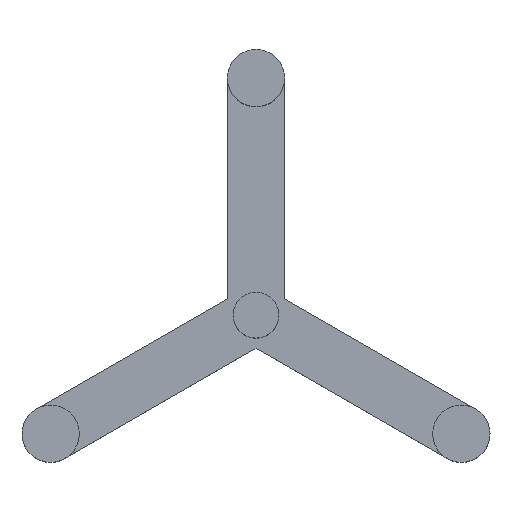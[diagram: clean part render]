
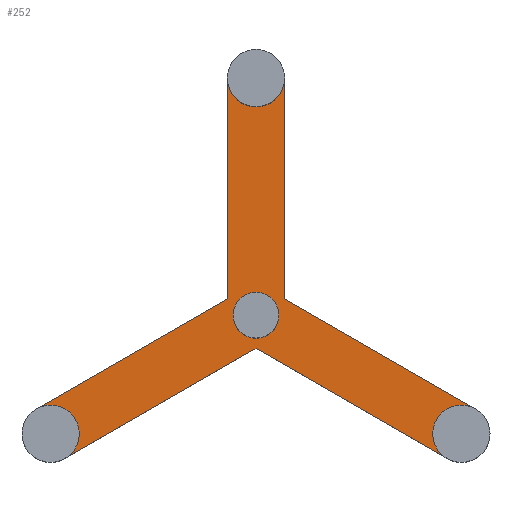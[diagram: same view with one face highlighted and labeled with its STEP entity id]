
A CAD part, top view. The second image highlights one B-rep face of the part: STEP entity #252.
In plain terms, the highlighted planar face has unit normal (0, 0, 1).
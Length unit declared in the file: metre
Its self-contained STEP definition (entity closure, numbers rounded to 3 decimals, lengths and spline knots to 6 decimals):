
#18 = ORIENTED_EDGE ( 'NONE', *, *, #28, .F. ) ;
#20 = EDGE_LOOP ( 'NONE', ( #133, #18 ) ) ;
#25 = CIRCLE ( 'NONE', #144, 6.25 ) ;
#28 = EDGE_CURVE ( 'NONE', #129, #151, #36, .T. ) ;
#33 = VERTEX_POINT ( 'NONE', #508 ) ;
#35 = CARTESIAN_POINT ( 'NONE',  ( 41.691815, -31.287659, 1.94 ) ) ;
#36 = CIRCLE ( 'NONE', #356, 5. ) ;
#37 = EDGE_CURVE ( 'NONE', #151, #129, #485, .T. ) ;
#41 = DIRECTION ( 'NONE',  ( 0., 0., -1. ) ) ;
#42 = ORIENTED_EDGE ( 'NONE', *, *, #259, .T. ) ;
#52 = AXIS2_PLACEMENT_3D ( 'NONE', #239, #41, #241 ) ;
#55 = DIRECTION ( 'NONE',  ( 1., 0., 0. ) ) ;
#63 = CIRCLE ( 'NONE', #52, 6.25 ) ;
#67 = VERTEX_POINT ( 'NONE', #412 ) ;
#68 = CARTESIAN_POINT ( 'NONE',  ( -44.816815, -25.875, 1.94 ) ) ;
#69 = DIRECTION ( 'NONE',  ( 1., 0., 0. ) ) ;
#73 = DIRECTION ( 'NONE',  ( 1., 0., 0. ) ) ;
#78 = VECTOR ( 'NONE', #334, 1. ) ;
#82 = DIRECTION ( 'NONE',  ( 0., 0., -1. ) ) ;
#92 = ORIENTED_EDGE ( 'NONE', *, *, #131, .T. ) ;
#99 = LINE ( 'NONE', #491, #538 ) ;
#100 = EDGE_CURVE ( 'NONE', #589, #525, #25, .T. ) ;
#104 = DIRECTION ( 'NONE',  ( 0., 0., 1. ) ) ;
#109 = CARTESIAN_POINT ( 'NONE',  ( 0., 0., 1.94 ) ) ;
#118 = CARTESIAN_POINT ( 'NONE',  ( 47.941815, -20.462341, 1.94 ) ) ;
#121 = DIRECTION ( 'NONE',  ( 0., 0., -1. ) ) ;
#122 = DIRECTION ( 'NONE',  ( 0., -1., 0. ) ) ;
#123 = CIRCLE ( 'NONE', #474, 6.25 ) ;
#128 = CARTESIAN_POINT ( 'NONE',  ( -5., 0., 1.94 ) ) ;
#129 = VERTEX_POINT ( 'NONE', #620 ) ;
#130 = CARTESIAN_POINT ( 'NONE',  ( 44.816815, -25.875, 1.94 ) ) ;
#131 = EDGE_CURVE ( 'NONE', #618, #386, #593, .T. ) ;
#132 = CARTESIAN_POINT ( 'NONE',  ( -6.25, 51.75, 1.94 ) ) ;
#133 = ORIENTED_EDGE ( 'NONE', *, *, #37, .F. ) ;
#138 = DIRECTION ( 'NONE',  ( 1., 0., 0. ) ) ;
#139 = EDGE_CURVE ( 'NONE', #525, #33, #577, .T. ) ;
#144 = AXIS2_PLACEMENT_3D ( 'NONE', #418, #183, #73 ) ;
#151 = VERTEX_POINT ( 'NONE', #128 ) ;
#153 = EDGE_CURVE ( 'NONE', #246, #370, #276, .T. ) ;
#174 = CARTESIAN_POINT ( 'NONE',  ( -41.691815, -31.287659, 1.94 ) ) ;
#183 = DIRECTION ( 'NONE',  ( 0., 0., -1. ) ) ;
#186 = CARTESIAN_POINT ( 'NONE',  ( 6.25, 3.608439, 1.94 ) ) ;
#188 = ORIENTED_EDGE ( 'NONE', *, *, #213, .F. ) ;
#196 = PLANE ( 'NONE',  #452 ) ;
#213 = EDGE_CURVE ( 'NONE', #67, #33, #428, .T. ) ;
#222 = EDGE_CURVE ( 'NONE', #386, #394, #324, .T. ) ;
#227 = VECTOR ( 'NONE', #122, 1. ) ;
#237 = CIRCLE ( 'NONE', #602, 6.25 ) ;
#239 = CARTESIAN_POINT ( 'NONE',  ( 44.816815, -25.875, 1.94 ) ) ;
#241 = DIRECTION ( 'NONE',  ( 1., 0., 0. ) ) ;
#246 = VERTEX_POINT ( 'NONE', #467 ) ;
#252 = ADVANCED_FACE ( 'NONE', ( #640, #541 ), #196, .T. ) ;
#259 = EDGE_CURVE ( 'NONE', #394, #505, #535, .T. ) ;
#261 = ORIENTED_EDGE ( 'NONE', *, *, #139, .T. ) ;
#276 = LINE ( 'NONE', #118, #278 ) ;
#278 = VECTOR ( 'NONE', #477, 1. ) ;
#283 = ORIENTED_EDGE ( 'NONE', *, *, #100, .T. ) ;
#287 = EDGE_CURVE ( 'NONE', #618, #370, #99, .T. ) ;
#299 = CARTESIAN_POINT ( 'NONE',  ( -6.25, 3.608439, 1.94 ) ) ;
#306 = CARTESIAN_POINT ( 'NONE',  ( -41.691815, -31.287659, 1.94 ) ) ;
#316 = VERTEX_POINT ( 'NONE', #637 ) ;
#318 = CARTESIAN_POINT ( 'NONE',  ( 6.25, 51.75, 1.94 ) ) ;
#324 = LINE ( 'NONE', #132, #227 ) ;
#331 = DIRECTION ( 'NONE',  ( 0., -1., 0. ) ) ;
#333 = EDGE_CURVE ( 'NONE', #316, #246, #63, .T. ) ;
#334 = DIRECTION ( 'NONE',  ( -0.866, -0.5, 0. ) ) ;
#338 = CARTESIAN_POINT ( 'NONE',  ( -6.25, 3.608439, 1.94 ) ) ;
#340 = CARTESIAN_POINT ( 'NONE',  ( -6.25, 51.75, 1.94 ) ) ;
#356 = AXIS2_PLACEMENT_3D ( 'NONE', #408, #548, #55 ) ;
#370 = VERTEX_POINT ( 'NONE', #186 ) ;
#371 = DIRECTION ( 'NONE',  ( 1., 0., 0. ) ) ;
#376 = ORIENTED_EDGE ( 'NONE', *, *, #222, .T. ) ;
#382 = DIRECTION ( 'NONE',  ( 0., 0., 1. ) ) ;
#386 = VERTEX_POINT ( 'NONE', #340 ) ;
#394 = VERTEX_POINT ( 'NONE', #299 ) ;
#408 = CARTESIAN_POINT ( 'NONE',  ( 0., 0., 1.94 ) ) ;
#412 = CARTESIAN_POINT ( 'NONE',  ( 41.691815, -31.287659, 1.94 ) ) ;
#418 = CARTESIAN_POINT ( 'NONE',  ( -44.816815, -25.875, 1.94 ) ) ;
#420 = DIRECTION ( 'NONE',  ( 1., 0., 0. ) ) ;
#422 = DIRECTION ( 'NONE',  ( 0., 0., -1. ) ) ;
#423 = DIRECTION ( 'NONE',  ( 0.866, 0.5, 0. ) ) ;
#427 = ORIENTED_EDGE ( 'NONE', *, *, #153, .T. ) ;
#428 = LINE ( 'NONE', #35, #475 ) ;
#452 = AXIS2_PLACEMENT_3D ( 'NONE', #585, #382, #138 ) ;
#458 = ORIENTED_EDGE ( 'NONE', *, *, #333, .T. ) ;
#467 = CARTESIAN_POINT ( 'NONE',  ( 47.941815, -20.462341, 1.94 ) ) ;
#474 = AXIS2_PLACEMENT_3D ( 'NONE', #130, #121, #622 ) ;
#475 = VECTOR ( 'NONE', #631, 1. ) ;
#477 = DIRECTION ( 'NONE',  ( -0.866, 0.5, 0. ) ) ;
#485 = CIRCLE ( 'NONE', #528, 5. ) ;
#491 = CARTESIAN_POINT ( 'NONE',  ( 6.25, 51.75, 1.94 ) ) ;
#495 = CARTESIAN_POINT ( 'NONE',  ( -47.941815, -20.462341, 1.94 ) ) ;
#505 = VERTEX_POINT ( 'NONE', #495 ) ;
#508 = CARTESIAN_POINT ( 'NONE',  ( 0., -7.216878, 1.94 ) ) ;
#525 = VERTEX_POINT ( 'NONE', #306 ) ;
#528 = AXIS2_PLACEMENT_3D ( 'NONE', #109, #104, #69 ) ;
#535 = LINE ( 'NONE', #338, #78 ) ;
#538 = VECTOR ( 'NONE', #331, 1. ) ;
#539 = EDGE_CURVE ( 'NONE', #505, #589, #237, .T. ) ;
#541 = FACE_OUTER_BOUND ( 'NONE', #565, .T. ) ;
#548 = DIRECTION ( 'NONE',  ( 0., 0., 1. ) ) ;
#555 = ORIENTED_EDGE ( 'NONE', *, *, #539, .T. ) ;
#559 = EDGE_CURVE ( 'NONE', #67, #316, #123, .T. ) ;
#560 = ORIENTED_EDGE ( 'NONE', *, *, #559, .T. ) ;
#561 = ORIENTED_EDGE ( 'NONE', *, *, #287, .F. ) ;
#565 = EDGE_LOOP ( 'NONE', ( #188, #560, #458, #427, #561, #92, #376, #42, #555, #283, #261 ) ) ;
#576 = CARTESIAN_POINT ( 'NONE',  ( -38.566815, -25.875, 1.94 ) ) ;
#577 = LINE ( 'NONE', #174, #638 ) ;
#585 = CARTESIAN_POINT ( 'NONE',  ( 0., 0., 1.94 ) ) ;
#589 = VERTEX_POINT ( 'NONE', #576 ) ;
#593 = CIRCLE ( 'NONE', #601, 6.25 ) ;
#601 = AXIS2_PLACEMENT_3D ( 'NONE', #623, #82, #420 ) ;
#602 = AXIS2_PLACEMENT_3D ( 'NONE', #68, #422, #371 ) ;
#618 = VERTEX_POINT ( 'NONE', #318 ) ;
#620 = CARTESIAN_POINT ( 'NONE',  ( 5., 0., 1.94 ) ) ;
#622 = DIRECTION ( 'NONE',  ( 1., 0., 0. ) ) ;
#623 = CARTESIAN_POINT ( 'NONE',  ( 0., 51.75, 1.94 ) ) ;
#631 = DIRECTION ( 'NONE',  ( -0.866, 0.5, 0. ) ) ;
#637 = CARTESIAN_POINT ( 'NONE',  ( 38.566815, -25.875, 1.94 ) ) ;
#638 = VECTOR ( 'NONE', #423, 1. ) ;
#640 = FACE_BOUND ( 'NONE', #20, .T. ) ;
